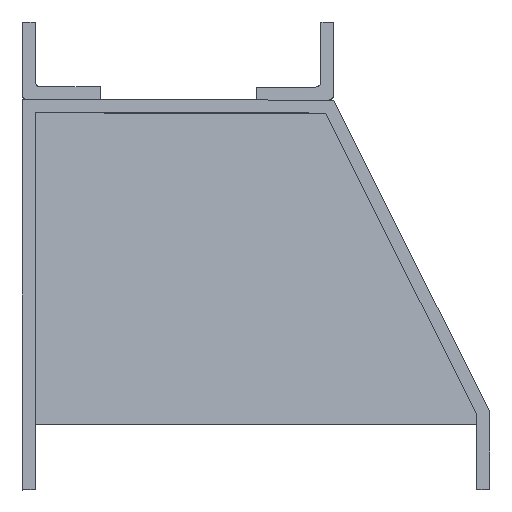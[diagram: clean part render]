
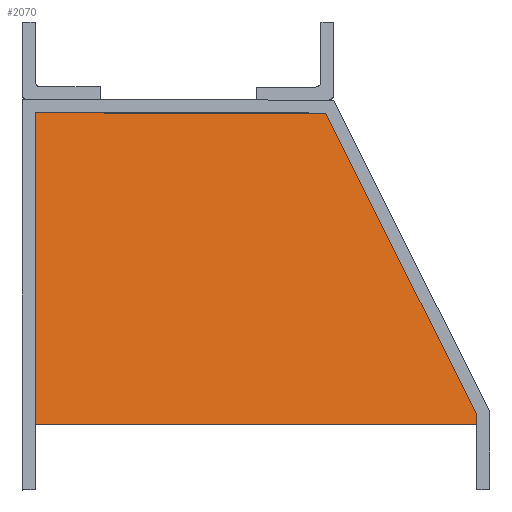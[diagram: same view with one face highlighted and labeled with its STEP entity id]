
A CAD part, top view. The second image highlights one B-rep face of the part: STEP entity #2070.
In plain terms, the highlighted planar face has unit normal (0.316, 0, 0.949).
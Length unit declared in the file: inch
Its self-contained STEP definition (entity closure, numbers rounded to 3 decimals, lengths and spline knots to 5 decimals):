
#85 = VECTOR ( 'NONE', #1612, 39.37008 ) ;
#197 = ORIENTED_EDGE ( 'NONE', *, *, #1417, .F. ) ;
#203 = CARTESIAN_POINT ( 'NONE',  ( 8.75, 6., 0.49686 ) ) ;
#331 = LINE ( 'NONE', #2393, #1527 ) ;
#530 = PLANE ( 'NONE',  #1003 ) ;
#551 = EDGE_LOOP ( 'NONE', ( #1307, #1517, #197, #2375, #1174 ) ) ;
#567 = CARTESIAN_POINT ( 'NONE',  ( 0.25, -0.25, 3.33019 ) ) ;
#583 = CARTESIAN_POINT ( 'NONE',  ( 0.25, 6., 3.33019 ) ) ;
#597 = CARTESIAN_POINT ( 'NONE',  ( 0.25, 5.75, 3.33019 ) ) ;
#725 = VERTEX_POINT ( 'NONE', #567 ) ;
#730 = VECTOR ( 'NONE', #818, 39.37008 ) ;
#818 = DIRECTION ( 'NONE',  ( 0., 1., 0. ) ) ;
#835 = EDGE_CURVE ( 'NONE', #1782, #2347, #2691, .T. ) ;
#1003 = AXIS2_PLACEMENT_3D ( 'NONE', #2046, #1392, #1021 ) ;
#1021 = DIRECTION ( 'NONE',  ( 0.949, 0., -0.316 ) ) ;
#1139 = DIRECTION ( 'NONE',  ( 0.442, -0.885, -0.147 ) ) ;
#1174 = ORIENTED_EDGE ( 'NONE', *, *, #2447, .T. ) ;
#1307 = ORIENTED_EDGE ( 'NONE', *, *, #2664, .F. ) ;
#1311 = VERTEX_POINT ( 'NONE', #1914 ) ;
#1341 = DIRECTION ( 'NONE',  ( -0.949, 0., 0.316 ) ) ;
#1392 = DIRECTION ( 'NONE',  ( 0.316, 0., 0.949 ) ) ;
#1417 = EDGE_CURVE ( 'NONE', #1311, #2347, #331, .T. ) ;
#1517 = ORIENTED_EDGE ( 'NONE', *, *, #835, .T. ) ;
#1527 = VECTOR ( 'NONE', #1139, 39.37008 ) ;
#1548 = CARTESIAN_POINT ( 'NONE',  ( 1.02406, 5.75, 3.07217 ) ) ;
#1612 = DIRECTION ( 'NONE',  ( 0., -1., 0. ) ) ;
#1772 = EDGE_CURVE ( 'NONE', #1311, #1936, #2362, .T. ) ;
#1782 = VERTEX_POINT ( 'NONE', #1984 ) ;
#1914 = CARTESIAN_POINT ( 'NONE',  ( 5.84549, 5.75, 1.46503 ) ) ;
#1936 = VERTEX_POINT ( 'NONE', #597 ) ;
#1939 = CARTESIAN_POINT ( 'NONE',  ( 8.75, -0.05902, 0.49686 ) ) ;
#1959 = CARTESIAN_POINT ( 'NONE',  ( 1.02406, -0.25, 3.07217 ) ) ;
#1961 = VECTOR ( 'NONE', #2157, 39.37008 ) ;
#1984 = CARTESIAN_POINT ( 'NONE',  ( 8.75, -0.25, 0.49686 ) ) ;
#2046 = CARTESIAN_POINT ( 'NONE',  ( 9.07906, 6., 0.38717 ) ) ;
#2070 = ADVANCED_FACE ( 'NONE', ( #2386 ), #530, .T. ) ;
#2157 = DIRECTION ( 'NONE',  ( -0.949, 0., 0.316 ) ) ;
#2179 = LINE ( 'NONE', #1959, #2270 ) ;
#2270 = VECTOR ( 'NONE', #1341, 39.37008 ) ;
#2347 = VERTEX_POINT ( 'NONE', #1939 ) ;
#2362 = LINE ( 'NONE', #1548, #1961 ) ;
#2375 = ORIENTED_EDGE ( 'NONE', *, *, #1772, .T. ) ;
#2386 = FACE_OUTER_BOUND ( 'NONE', #551, .T. ) ;
#2393 = CARTESIAN_POINT ( 'NONE',  ( 6.45061, 4.53975, 1.26332 ) ) ;
#2447 = EDGE_CURVE ( 'NONE', #1936, #725, #2474, .T. ) ;
#2474 = LINE ( 'NONE', #583, #85 ) ;
#2664 = EDGE_CURVE ( 'NONE', #1782, #725, #2179, .T. ) ;
#2691 = LINE ( 'NONE', #203, #730 ) ;
